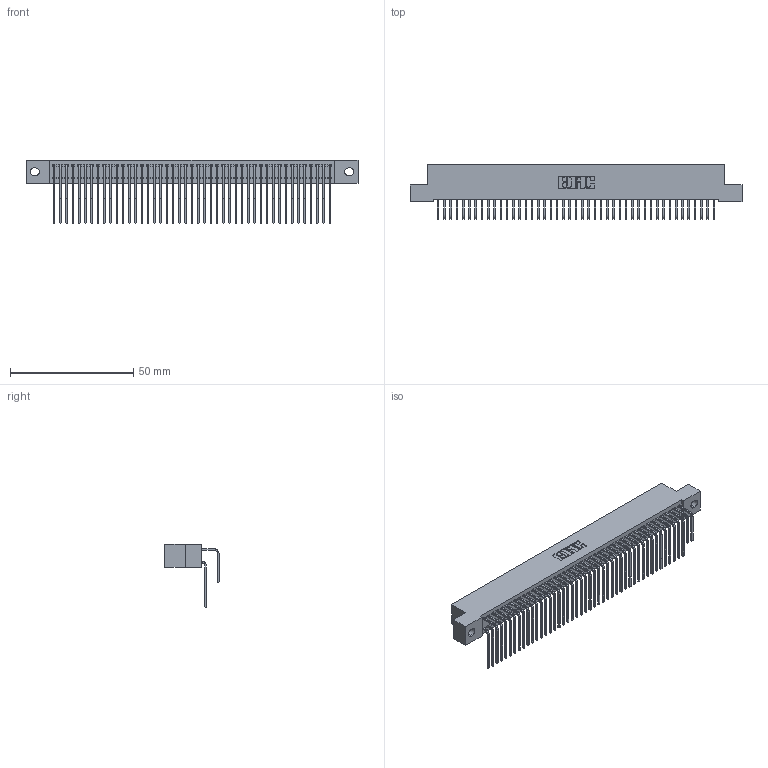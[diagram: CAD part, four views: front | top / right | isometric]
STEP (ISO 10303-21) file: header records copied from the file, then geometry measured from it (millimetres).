
FILE_DESCRIPTION (( 'STEP AP203' ), '1' );
FILE_NAME ('342-090-558-202.STEP', '2019-10-04T14:28:55', ( '' ), ( '' ), 'SwSTEP 2.0', 'SolidWorks 2016', '' );
FILE_SCHEMA (( 'CONFIG_CONTROL_DESIGN' ));
Length unit declared in the file: inch
Products named in the file (4): 342 Part_.128 Slot; 345-292-001_558 559 Tail - 1; 345-292-001_558 Tail - 2; 342-090-558-202
Assembly tree (91 placements, depth 2):
  342-090-558-202
    342 Part_.128 Slot
    345-292-001_558 559 Tail - 1  x45
    345-292-001_558 Tail - 2  x45
Bounding box: 134.62 x 21.91 x 25.78 mm (x, y, z)
Volume: 12576.8 mm3; surface area: 22654 mm2
Topology: 91 solids, 91 shells, 4974 faces, 14801 edges, 9746 vertices
Faces by surface type: plane 3490, cylinder 1484
Entity records: 30349 total; most frequent: CARTESIAN_POINT 5077, ORIENTED_EDGE 4962, DIRECTION 4313, EDGE_CURVE 2481, VECTOR 2313, LINE 2313, VERTEX_POINT 1650, AXIS2_PLACEMENT_3D 1000
